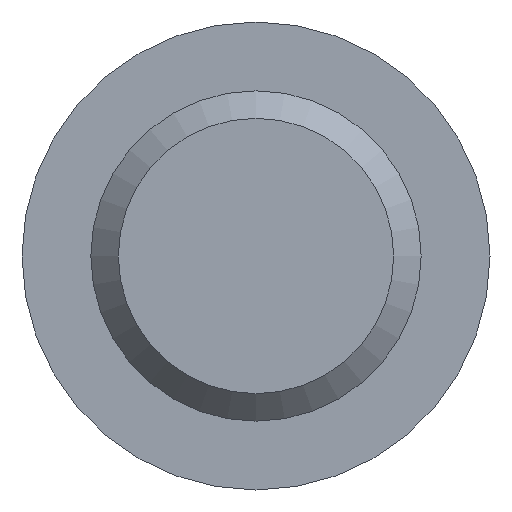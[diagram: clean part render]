
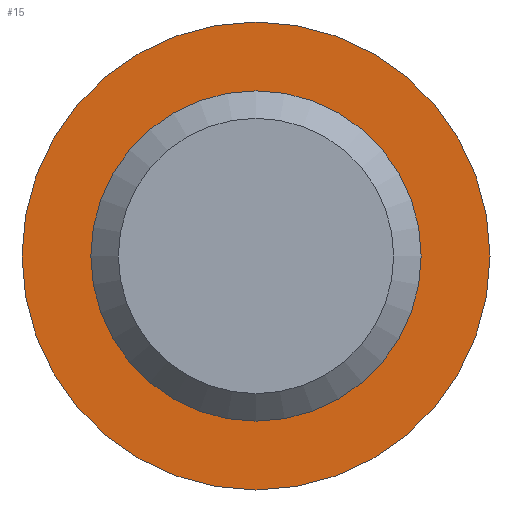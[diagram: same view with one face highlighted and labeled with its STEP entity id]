
A CAD part, front view. The second image highlights one B-rep face of the part: STEP entity #15.
In plain terms, the highlighted planar face has unit normal (0, -1, 0).
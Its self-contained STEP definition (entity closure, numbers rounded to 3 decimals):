
#1 = EDGE_CURVE ( 'NONE', #116, #116, #304, .T. ) ;
#10 = DIRECTION ( 'NONE',  ( 1., 0., 0. ) ) ;
#15 = ADVANCED_FACE ( 'NONE', ( #189, #190 ), #332, .T. ) ;
#45 = DIRECTION ( 'NONE',  ( 1., 0., 0. ) ) ;
#67 = AXIS2_PLACEMENT_3D ( 'NONE', #101, #399, #425 ) ;
#74 = AXIS2_PLACEMENT_3D ( 'NONE', #82, #287, #45 ) ;
#82 = CARTESIAN_POINT ( 'NONE',  ( 0., 30., 0. ) ) ;
#84 = ORIENTED_EDGE ( 'NONE', *, *, #1, .F. ) ;
#89 = CIRCLE ( 'NONE', #67, 8.5 ) ;
#101 = CARTESIAN_POINT ( 'NONE',  ( 0., 30., 0. ) ) ;
#112 = CARTESIAN_POINT ( 'NONE',  ( 4.5, 30., 0. ) ) ;
#116 = VERTEX_POINT ( 'NONE', #112 ) ;
#157 = VERTEX_POINT ( 'NONE', #446 ) ;
#189 = FACE_OUTER_BOUND ( 'NONE', #212, .T. ) ;
#190 = FACE_BOUND ( 'NONE', #433, .T. ) ;
#212 = EDGE_LOOP ( 'NONE', ( #441 ) ) ;
#287 = DIRECTION ( 'NONE',  ( 0., -1., 0. ) ) ;
#304 = CIRCLE ( 'NONE', #74, 4.5 ) ;
#312 = AXIS2_PLACEMENT_3D ( 'NONE', #409, #334, #10 ) ;
#332 = PLANE ( 'NONE',  #312 ) ;
#334 = DIRECTION ( 'NONE',  ( 0., -1., 0. ) ) ;
#348 = EDGE_CURVE ( 'NONE', #157, #157, #89, .T. ) ;
#399 = DIRECTION ( 'NONE',  ( 0., -1., 0. ) ) ;
#409 = CARTESIAN_POINT ( 'NONE',  ( 4.5, 30., 0. ) ) ;
#425 = DIRECTION ( 'NONE',  ( 1., 0., 0. ) ) ;
#433 = EDGE_LOOP ( 'NONE', ( #84 ) ) ;
#441 = ORIENTED_EDGE ( 'NONE', *, *, #348, .T. ) ;
#446 = CARTESIAN_POINT ( 'NONE',  ( 8.5, 30., 0. ) ) ;
